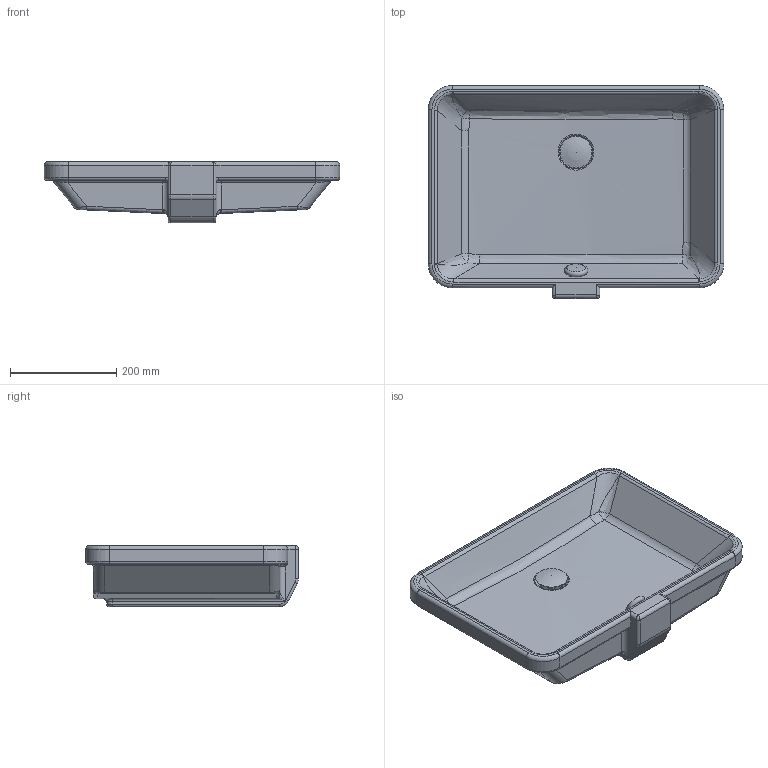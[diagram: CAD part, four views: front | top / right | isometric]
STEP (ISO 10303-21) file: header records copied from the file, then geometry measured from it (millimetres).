
FILE_DESCRIPTION((''),'2;1');
FILE_NAME('031653.stp','2007-03-09T10:17:28',('Huebner'),(''),'Autodesk Inventor 11','Autodesk Inventor 11','');
FILE_SCHEMA(('AUTOMOTIVE_DESIGN { 1 0 10303 214 1 1 1 1 }'));
Length unit declared in the file: millimetre
Products named in the file (5): 031653; Kelch2; Stopfen2; Verschluss_Ueberlauf2
Assembly tree (4 placements, depth 2):
  031653
    031653
    Kelch2
    Stopfen2
    Verschluss_Ueberlauf2
Bounding box: 555 x 400 x 115.99 mm (x, y, z)
Volume: 7653518.4 mm3; surface area: 644552.1 mm2
Topology: 4 solids, 4 shells, 190 faces, 436 edges, 250 vertices
Faces by surface type: cylinder 70, bspline 59, plane 37, torus 21, cone 2, sphere 1
Full cylindrical faces by diameter (mm): 15 x1, 24.191 x1, 34 x1, 42 x1, 44 x1, 52 x1, 60 x1
Entity records: 12831 total; most frequent: CARTESIAN_POINT 8738, DIRECTION 826, ORIENTED_EDGE 816, EDGE_CURVE 408, AXIS2_PLACEMENT_3D 341, VERTEX_POINT 244, EDGE_LOOP 212, FACE_OUTER_BOUND 190
